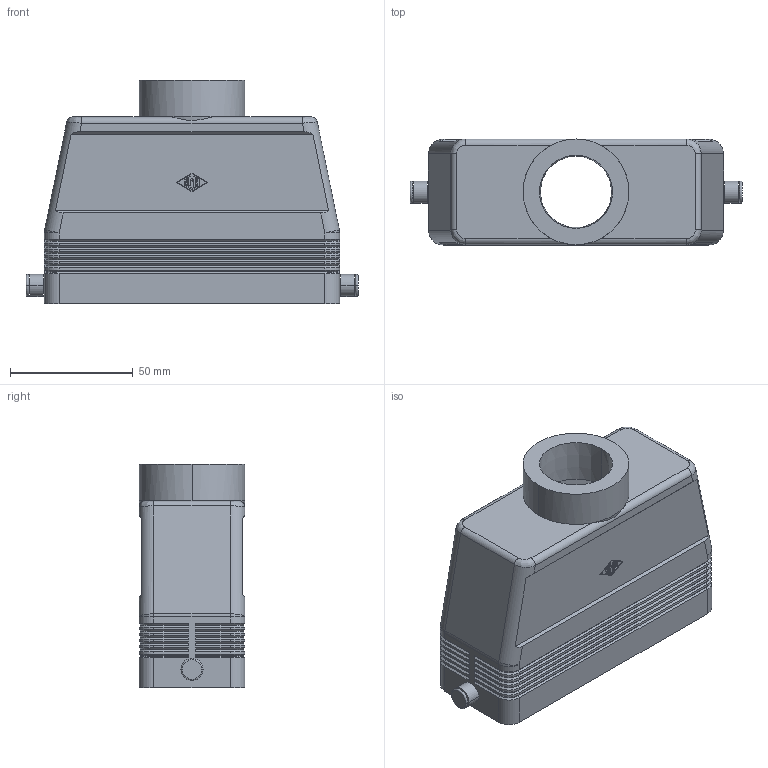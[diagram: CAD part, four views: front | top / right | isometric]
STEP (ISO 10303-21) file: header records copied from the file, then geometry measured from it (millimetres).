
FILE_DESCRIPTION(('Creo Elements/Direct Modeling STEP Export'),'2;1');
FILE_NAME('CAVT_24_6_L.stp','2012-12-18T11:34:12',(''),(''),'Creo Elements/Direct Modeling STEP processor for AP214 (Solid Model)','Creo Elements/Direct Modeling 18.0B 02-Dec-2011 (C) Parametric Technology GmbH','');
FILE_SCHEMA(('AUTOMOTIVE_DESIGN { 1 0 10303 214 1 1 1 1 }'));
Length unit declared in the file: millimetre
Products named in the file (1): MSBO8641
Bounding box: 135 x 43 x 91 mm (x, y, z)
Volume: 94435.9 mm3; surface area: 57526.6 mm2
Topology: 1 solids, 1 shells, 416 faces, 1007 edges, 608 vertices
Faces by surface type: plane 230, cylinder 114, cone 60, torus 4, sphere 4, bspline 4
Entity records: 15102 total; most frequent: CARTESIAN_POINT 2289, ORIENTED_EDGE 1998, DIRECTION 1935, EDGE_CURVE 999, VECTOR 687, LINE 687, AXIS2_PLACEMENT_3D 624, VERTEX_POINT 608
